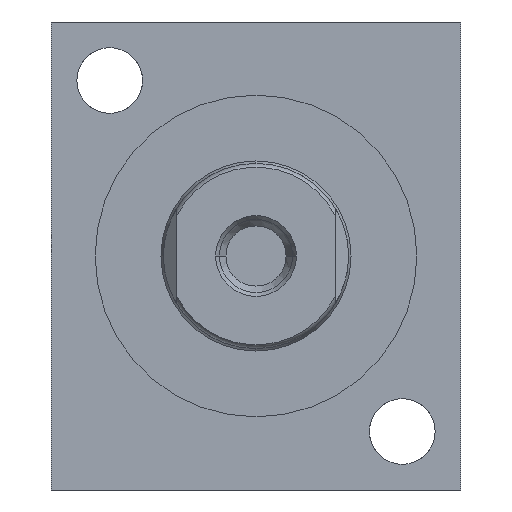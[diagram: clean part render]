
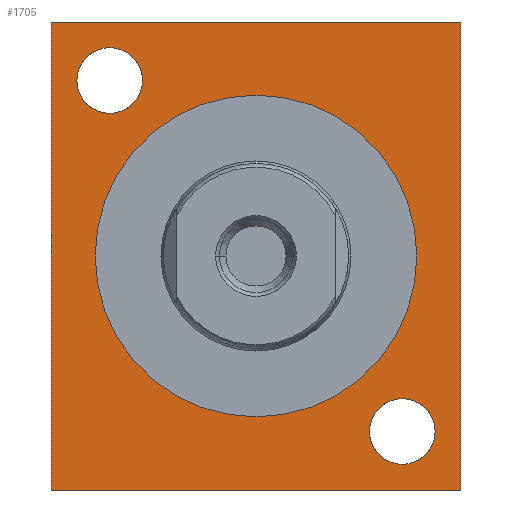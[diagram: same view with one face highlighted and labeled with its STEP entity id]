
A CAD part, left-side view. The second image highlights one B-rep face of the part: STEP entity #1705.
In plain terms, the highlighted planar face has unit normal (-1, 0, 0).
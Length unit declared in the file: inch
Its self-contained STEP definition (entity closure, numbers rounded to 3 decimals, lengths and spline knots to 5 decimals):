
#113=DIRECTION('',(0.,-1.,0.));
#114=VECTOR('',#113,1.75);
#115=CARTESIAN_POINT('',(0.,0.875,1.));
#116=LINE('',#115,#114);
#121=DIRECTION('',(0.,0.,-1.));
#122=VECTOR('',#121,2.);
#123=CARTESIAN_POINT('',(0.,-0.875,1.));
#124=LINE('',#123,#122);
#128=DIRECTION('',(0.,1.,0.));
#129=VECTOR('',#128,1.75);
#130=CARTESIAN_POINT('',(0.,-0.875,-1.));
#131=LINE('',#130,#129);
#135=DIRECTION('',(0.,0.,1.));
#136=VECTOR('',#135,2.);
#137=CARTESIAN_POINT('',(0.,0.875,-1.));
#138=LINE('',#137,#136);
#142=CARTESIAN_POINT('',(0.,0.625,0.75));
#143=DIRECTION('',(1.,0.,0.));
#144=DIRECTION('',(0.,1.,0.));
#145=AXIS2_PLACEMENT_3D('',#142,#143,#144);
#150=CARTESIAN_POINT('',(0.,0.625,0.75));
#151=DIRECTION('',(1.,0.,0.));
#152=DIRECTION('',(0.,-1.,0.));
#153=AXIS2_PLACEMENT_3D('',#150,#151,#152);
#158=CARTESIAN_POINT('',(0.,-0.625,-0.75));
#159=DIRECTION('',(1.,0.,0.));
#160=DIRECTION('',(0.,1.,0.));
#161=AXIS2_PLACEMENT_3D('',#158,#159,#160);
#166=CARTESIAN_POINT('',(0.,-0.625,-0.75));
#167=DIRECTION('',(1.,0.,0.));
#168=DIRECTION('',(0.,-1.,0.));
#169=AXIS2_PLACEMENT_3D('',#166,#167,#168);
#174=CARTESIAN_POINT('',(0.,0.,0.));
#175=DIRECTION('',(-1.,0.,0.));
#176=DIRECTION('',(0.,1.,0.));
#177=AXIS2_PLACEMENT_3D('',#174,#175,#176);
#182=CARTESIAN_POINT('',(0.,0.,0.));
#183=DIRECTION('',(-1.,0.,0.));
#184=DIRECTION('',(0.,-1.,0.));
#185=AXIS2_PLACEMENT_3D('',#182,#183,#184);
#1482=CARTESIAN_POINT('',(0.,0.875,1.));
#1483=CARTESIAN_POINT('',(0.,-0.875,1.));
#1484=VERTEX_POINT('',#1482);
#1485=VERTEX_POINT('',#1483);
#1486=CARTESIAN_POINT('',(0.,-0.875,-1.));
#1487=VERTEX_POINT('',#1486);
#1488=CARTESIAN_POINT('',(0.,0.875,-1.));
#1489=VERTEX_POINT('',#1488);
#1498=CARTESIAN_POINT('',(0.,0.7655,0.75));
#1499=CARTESIAN_POINT('',(0.,0.4845,0.75));
#1500=VERTEX_POINT('',#1498);
#1501=VERTEX_POINT('',#1499);
#1606=CARTESIAN_POINT('',(0.,-0.4845,-0.75));
#1607=CARTESIAN_POINT('',(0.,-0.7655,-0.75));
#1608=VERTEX_POINT('',#1606);
#1609=VERTEX_POINT('',#1607);
#1618=CARTESIAN_POINT('',(0.,0.6875,0.));
#1619=CARTESIAN_POINT('',(0.,-0.6875,0.));
#1620=VERTEX_POINT('',#1618);
#1621=VERTEX_POINT('',#1619);
#1672=CARTESIAN_POINT('',(0.,0.,0.));
#1673=DIRECTION('',(1.,0.,0.));
#1674=DIRECTION('',(0.,0.,-1.));
#1675=AXIS2_PLACEMENT_3D('',#1672,#1673,#1674);
#1676=PLANE('',#1675);
#1678=ORIENTED_EDGE('',*,*,#1677,.T.);
#1680=ORIENTED_EDGE('',*,*,#1679,.T.);
#1682=ORIENTED_EDGE('',*,*,#1681,.T.);
#1684=ORIENTED_EDGE('',*,*,#1683,.T.);
#1685=EDGE_LOOP('',(#1678,#1680,#1682,#1684));
#1686=FACE_OUTER_BOUND('',#1685,.F.);
#1688=ORIENTED_EDGE('',*,*,#1687,.F.);
#1690=ORIENTED_EDGE('',*,*,#1689,.F.);
#1691=EDGE_LOOP('',(#1688,#1690));
#1692=FACE_BOUND('',#1691,.F.);
#1694=ORIENTED_EDGE('',*,*,#1693,.F.);
#1696=ORIENTED_EDGE('',*,*,#1695,.F.);
#1697=EDGE_LOOP('',(#1694,#1696));
#1698=FACE_BOUND('',#1697,.F.);
#1700=ORIENTED_EDGE('',*,*,#1699,.T.);
#1702=ORIENTED_EDGE('',*,*,#1701,.T.);
#1703=EDGE_LOOP('',(#1700,#1702));
#1704=FACE_BOUND('',#1703,.F.);
#1705=ADVANCED_FACE('',(#1686,#1692,#1698,#1704),#1676,.F.);
#146=CIRCLE('',#145,0.1405);
#154=CIRCLE('',#153,0.1405);
#162=CIRCLE('',#161,0.1405);
#170=CIRCLE('',#169,0.1405);
#178=CIRCLE('',#177,0.6875);
#186=CIRCLE('',#185,0.6875);
#1677=EDGE_CURVE('',#1484,#1485,#116,.T.);
#1679=EDGE_CURVE('',#1485,#1487,#124,.T.);
#1681=EDGE_CURVE('',#1487,#1489,#131,.T.);
#1683=EDGE_CURVE('',#1489,#1484,#138,.T.);
#1687=EDGE_CURVE('',#1500,#1501,#146,.T.);
#1689=EDGE_CURVE('',#1501,#1500,#154,.T.);
#1693=EDGE_CURVE('',#1608,#1609,#162,.T.);
#1695=EDGE_CURVE('',#1609,#1608,#170,.T.);
#1699=EDGE_CURVE('',#1620,#1621,#178,.T.);
#1701=EDGE_CURVE('',#1621,#1620,#186,.T.);
